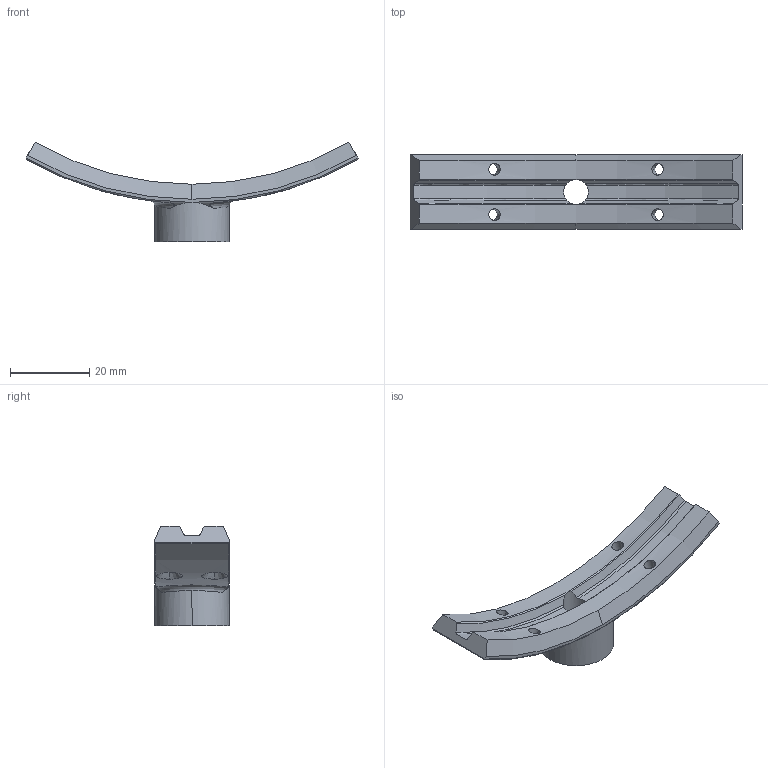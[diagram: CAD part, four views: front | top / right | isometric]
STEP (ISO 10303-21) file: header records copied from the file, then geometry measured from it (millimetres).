
FILE_DESCRIPTION (( 'STEP AP214' ), '1' );
FILE_NAME ('RailMountArc1u.STEP', '2019-08-16T04:39:01', ( '' ), ( '' ), 'SwSTEP 2.0', 'SolidWorks 2018', '' );
FILE_SCHEMA (( 'AUTOMOTIVE_DESIGN' ));
Length unit declared in the file: millimetre
Products named in the file (1): RailMountArc1u
Bounding box: 83.87 x 18.8 x 25.08 mm (x, y, z)
Volume: 8352.8 mm3; surface area: 5102.7 mm2
Topology: 1 solids, 1 shells, 54 faces, 145 edges, 92 vertices
Faces by surface type: cone 23, cylinder 18, plane 7, torus 4, bspline 2
Entity records: 2603 total; most frequent: CARTESIAN_POINT 1299, ORIENTED_EDGE 290, DIRECTION 229, EDGE_CURVE 145, AXIS2_PLACEMENT_3D 96, VERTEX_POINT 92, B_SPLINE_CURVE_WITH_KNOTS 65, EDGE_LOOP 63
